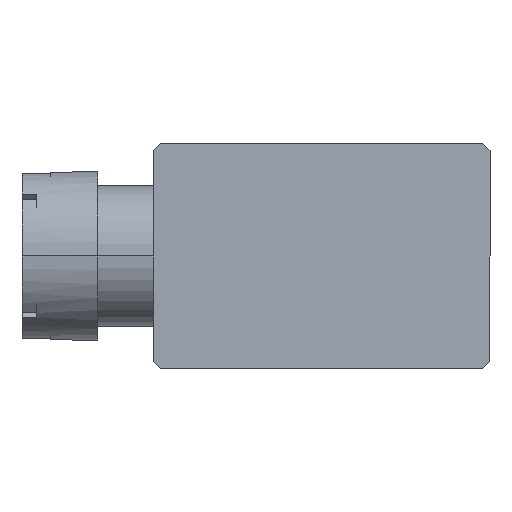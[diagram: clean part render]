
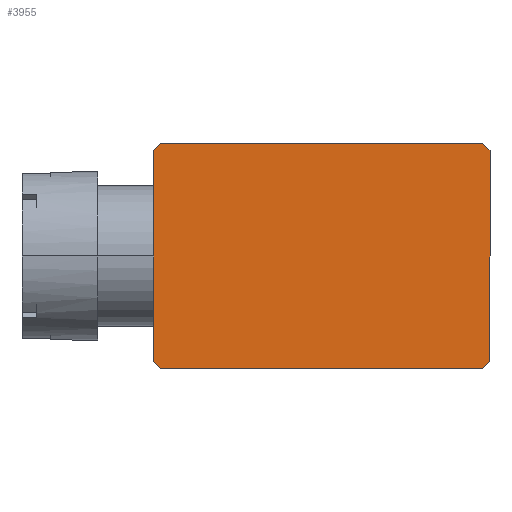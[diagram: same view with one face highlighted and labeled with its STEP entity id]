
A CAD part, left-side view. The second image highlights one B-rep face of the part: STEP entity #3955.
In plain terms, the highlighted face is planar.
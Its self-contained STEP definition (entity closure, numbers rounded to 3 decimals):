
#81 = DIRECTION ( 'NONE',  ( 0., -1., 0. ) ) ;
#285 = VECTOR ( 'NONE', #2746, 1000. ) ;
#344 = CARTESIAN_POINT ( 'NONE',  ( 4., 6., 66. ) ) ;
#1249 = CARTESIAN_POINT ( 'NONE',  ( -4., 5.75, 66. ) ) ;
#1250 = CARTESIAN_POINT ( 'NONE',  ( -4., -5.75, 66. ) ) ;
#1266 = LINE ( 'NONE', #5949, #4402 ) ;
#1302 = VECTOR ( 'NONE', #7398, 1000. ) ;
#1535 = LINE ( 'NONE', #4470, #1302 ) ;
#1914 = PLANE ( 'NONE',  #2973 ) ;
#1934 = EDGE_LOOP ( 'NONE', ( #4170, #4183, #4231, #4241, #4245, #4253, #4260, #4325 ) ) ;
#2016 = CARTESIAN_POINT ( 'NONE',  ( -0.125, -9.875, 66. ) ) ;
#2045 = DIRECTION ( 'NONE',  ( -0.707, 0.707, 0. ) ) ;
#2217 = DIRECTION ( 'NONE',  ( -1., 0., 0. ) ) ;
#2386 = FACE_OUTER_BOUND ( 'NONE', #1934, .T. ) ;
#2746 = DIRECTION ( 'NONE',  ( -0.707, -0.707, 0. ) ) ;
#2973 = AXIS2_PLACEMENT_3D ( 'NONE', #5697, #6874, #3278 ) ;
#3040 = CARTESIAN_POINT ( 'NONE',  ( -3.75, 6., 66. ) ) ;
#3278 = DIRECTION ( 'NONE',  ( 1., 0., 0. ) ) ;
#3374 = DIRECTION ( 'NONE',  ( 0.707, -0.707, 0. ) ) ;
#3798 = DIRECTION ( 'NONE',  ( 0., 1., 0. ) ) ;
#3955 = ADVANCED_FACE ( 'NONE', ( #2386 ), #1914, .T. ) ;
#4032 = CARTESIAN_POINT ( 'NONE',  ( -3.875, -5.875, 66. ) ) ;
#4130 = VERTEX_POINT ( 'NONE', #7614 ) ;
#4170 = ORIENTED_EDGE ( 'NONE', *, *, #6167, .T. ) ;
#4183 = ORIENTED_EDGE ( 'NONE', *, *, #7525, .T. ) ;
#4231 = ORIENTED_EDGE ( 'NONE', *, *, #7365, .T. ) ;
#4241 = ORIENTED_EDGE ( 'NONE', *, *, #7536, .T. ) ;
#4245 = ORIENTED_EDGE ( 'NONE', *, *, #6907, .T. ) ;
#4253 = ORIENTED_EDGE ( 'NONE', *, *, #7564, .T. ) ;
#4260 = ORIENTED_EDGE ( 'NONE', *, *, #5101, .T. ) ;
#4325 = ORIENTED_EDGE ( 'NONE', *, *, #7567, .T. ) ;
#4402 = VECTOR ( 'NONE', #2217, 1000. ) ;
#4470 = CARTESIAN_POINT ( 'NONE',  ( -4., -6., 66. ) ) ;
#5101 = EDGE_CURVE ( 'NONE', #4130, #5204, #1266, .T. ) ;
#5141 = VERTEX_POINT ( 'NONE', #7762 ) ;
#5204 = VERTEX_POINT ( 'NONE', #3040 ) ;
#5297 = VERTEX_POINT ( 'NONE', #6382 ) ;
#5499 = VERTEX_POINT ( 'NONE', #7485 ) ;
#5515 = VERTEX_POINT ( 'NONE', #1249 ) ;
#5697 = CARTESIAN_POINT ( 'NONE',  ( -4., -6., 66. ) ) ;
#5726 = VECTOR ( 'NONE', #3798, 1000. ) ;
#5728 = VERTEX_POINT ( 'NONE', #1250 ) ;
#5818 = CARTESIAN_POINT ( 'NONE',  ( 5.875, 3.875, 66. ) ) ;
#5933 = CARTESIAN_POINT ( 'NONE',  ( -3.75, -6., 66. ) ) ;
#5949 = CARTESIAN_POINT ( 'NONE',  ( -4., 6., 66. ) ) ;
#5990 = LINE ( 'NONE', #344, #5726 ) ;
#6167 = EDGE_CURVE ( 'NONE', #5515, #5728, #6325, .T. ) ;
#6325 = LINE ( 'NONE', #6560, #7273 ) ;
#6382 = CARTESIAN_POINT ( 'NONE',  ( 3.75, -6., 66. ) ) ;
#6560 = CARTESIAN_POINT ( 'NONE',  ( -4., 6., 66. ) ) ;
#6838 = VERTEX_POINT ( 'NONE', #5933 ) ;
#6874 = DIRECTION ( 'NONE',  ( 0., 0., 1. ) ) ;
#6907 = EDGE_CURVE ( 'NONE', #5499, #5141, #5990, .T. ) ;
#7088 = VECTOR ( 'NONE', #7559, 1000. ) ;
#7187 = VECTOR ( 'NONE', #3374, 1000. ) ;
#7214 = LINE ( 'NONE', #2016, #7088 ) ;
#7273 = VECTOR ( 'NONE', #81, 1000. ) ;
#7365 = EDGE_CURVE ( 'NONE', #6838, #5297, #1535, .T. ) ;
#7398 = DIRECTION ( 'NONE',  ( 1., 0., 0. ) ) ;
#7483 = LINE ( 'NONE', #4032, #7187 ) ;
#7485 = CARTESIAN_POINT ( 'NONE',  ( 4., -5.75, 66. ) ) ;
#7525 = EDGE_CURVE ( 'NONE', #5728, #6838, #7483, .T. ) ;
#7536 = EDGE_CURVE ( 'NONE', #5297, #5499, #7214, .T. ) ;
#7559 = DIRECTION ( 'NONE',  ( 0.707, 0.707, 0. ) ) ;
#7564 = EDGE_CURVE ( 'NONE', #5141, #4130, #7853, .T. ) ;
#7567 = EDGE_CURVE ( 'NONE', #5204, #5515, #7999, .T. ) ;
#7614 = CARTESIAN_POINT ( 'NONE',  ( 3.75, 6., 66. ) ) ;
#7762 = CARTESIAN_POINT ( 'NONE',  ( 4., 5.75, 66. ) ) ;
#7853 = LINE ( 'NONE', #5818, #7940 ) ;
#7940 = VECTOR ( 'NONE', #2045, 1000. ) ;
#7999 = LINE ( 'NONE', #8138, #285 ) ;
#8138 = CARTESIAN_POINT ( 'NONE',  ( -9.875, -0.125, 66. ) ) ;
